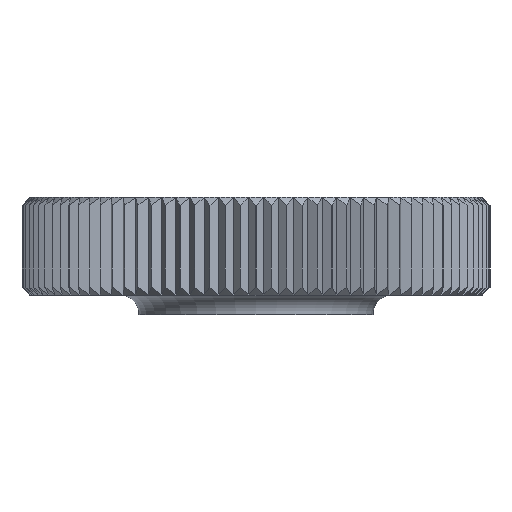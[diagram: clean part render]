
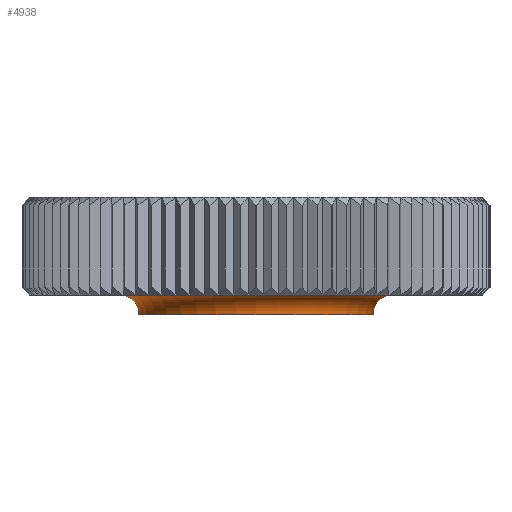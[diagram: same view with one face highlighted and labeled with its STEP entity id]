
A CAD part, front view. The second image highlights one B-rep face of the part: STEP entity #4938.
In plain terms, the highlighted toroidal (fillet/blend) face has major radius 7 mm and minor radius 1 mm.
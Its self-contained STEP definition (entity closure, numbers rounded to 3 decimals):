
#2470=VERTEX_POINT('',#6838);
#2528=EDGE_CURVE('',#2470,#2604,#6901,.T.);
#2604=VERTEX_POINT('',#6985);
#2658=EDGE_CURVE('',#5272,#2470,#7044,.T.);
#4302=EDGE_CURVE('',#2604,#6232,#8861,.T.);
#4512=EDGE_CURVE('',#5272,#6232,#9102,.T.);
#4938=ADVANCED_FACE('',(#9571),#9572,.F.);
#5272=VERTEX_POINT('',#9949);
#6232=VERTEX_POINT('',#11024);
#6838=CARTESIAN_POINT('',(6.,0.,0.));
#6901=CIRCLE('',#12022,6.0);
#6985=CARTESIAN_POINT('',(-6.,0.,0.));
#7044=CIRCLE('',#12284,1.0);
#8861=CIRCLE('',#16070,1.0);
#9102=CIRCLE('',#16574,7.0);
#9571=FACE_OUTER_BOUND('',#17544,.T.);
#9572=TOROIDAL_SURFACE('',#17545,7.0,1.0);
#9949=CARTESIAN_POINT('',(7.,0.,1.));
#11024=CARTESIAN_POINT('',(-7.,0.,1.));
#12022=AXIS2_PLACEMENT_3D('',#21403,#21404,#21405);
#12284=AXIS2_PLACEMENT_3D('',#21544,#21545,#21546);
#16070=AXIS2_PLACEMENT_3D('',#23608,#23609,#23610);
#16574=AXIS2_PLACEMENT_3D('',#23994,#23995,#23996);
#17544=EDGE_LOOP('',(#24528,#24529,#24530,#24531));
#17545=AXIS2_PLACEMENT_3D('',#24532,#24533,#24534);
#21403=CARTESIAN_POINT('',(0.,0.,0.));
#21404=DIRECTION('',(0.0,0.0,-1.0));
#21405=DIRECTION('',(1.0,0.,0.0));
#21544=CARTESIAN_POINT('',(7.,0.,0.));
#21545=DIRECTION('',(0.,-1.0,-0.0));
#21546=DIRECTION('',(1.0,0.,0.0));
#23608=CARTESIAN_POINT('',(-7.,0.,0.));
#23609=DIRECTION('',(0.,-1.0,-0.0));
#23610=DIRECTION('',(-1.0,0.,0.0));
#23994=CARTESIAN_POINT('',(0.,0.,1.));
#23995=DIRECTION('',(0.0,0.0,-1.0));
#23996=DIRECTION('',(1.0,0.,0.0));
#24528=ORIENTED_EDGE('',*,*,#2658,.F.);
#24529=ORIENTED_EDGE('',*,*,#4512,.T.);
#24530=ORIENTED_EDGE('',*,*,#4302,.F.);
#24531=ORIENTED_EDGE('',*,*,#2528,.F.);
#24532=CARTESIAN_POINT('',(0.,0.,0.));
#24533=DIRECTION('',(0.0,0.0,-1.0));
#24534=DIRECTION('',(-1.0,0.0,0.0));
